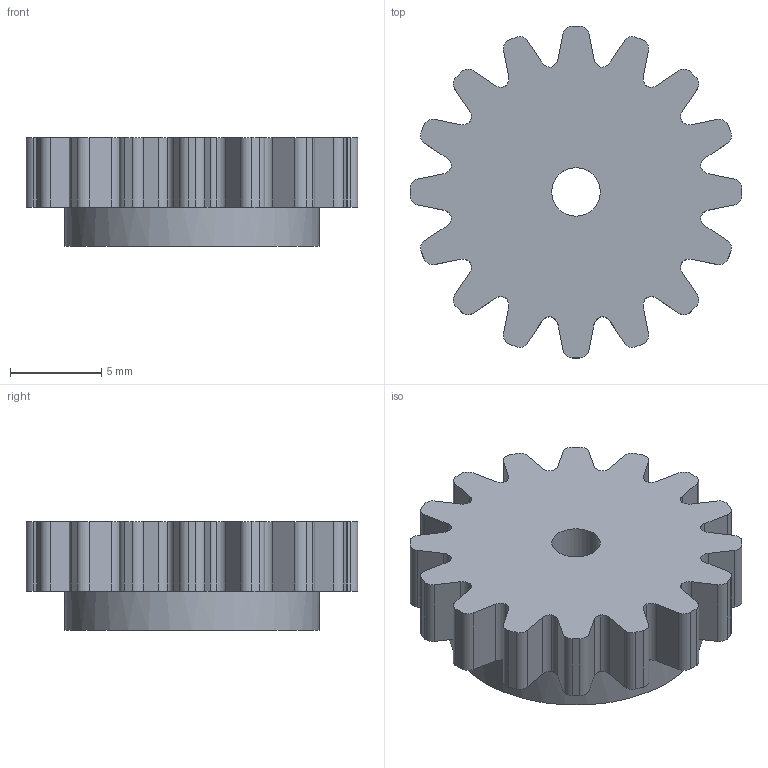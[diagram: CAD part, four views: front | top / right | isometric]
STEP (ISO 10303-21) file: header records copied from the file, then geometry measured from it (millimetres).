
FILE_DESCRIPTION(/* description */ (''),/* implementation_level */ '2;1');
FILE_NAME(/* name */ 'Pinion Gear, Mini Version v2.step',/* time_stamp */ '2021-01-23T06:10:13+01:00',/* author */ (''),/* organization */ (''),/* preprocessor_version */ 'ST-DEVELOPER v18.1',/* originating_system */ 'Autodesk Translation Framework v9.7.1.1290',/* authorisation */ '');
FILE_SCHEMA (('AUTOMOTIVE_DESIGN { 1 0 10303 214 3 1 1 }'));
Length unit declared in the file: inch
Products named in the file (2): Pinion Gear, Mini Version; ATC_LIN_DRIVE_GEAR_1x
Assembly tree (1 placements, depth 2):
  Pinion Gear, Mini Version
    ATC_LIN_DRIVE_GEAR_1x
Bounding box: 18.21 x 18.21 x 5.97 mm (x, y, z)
Volume: 960.1 mm3; surface area: 971.6 mm2
Topology: 1 solids, 1 shells, 134 faces, 377 edges, 246 vertices
Faces by surface type: cylinder 67, plane 67
Full cylindrical faces by diameter (mm): 2.654 x1, 7.112 x1, 13.97 x1
Entity records: 4445 total; most frequent: DIRECTION 817, CARTESIAN_POINT 760, ORIENTED_EDGE 754, EDGE_CURVE 377, AXIS2_PLACEMENT_3D 303, VERTEX_POINT 246, LINE 211, VECTOR 211
